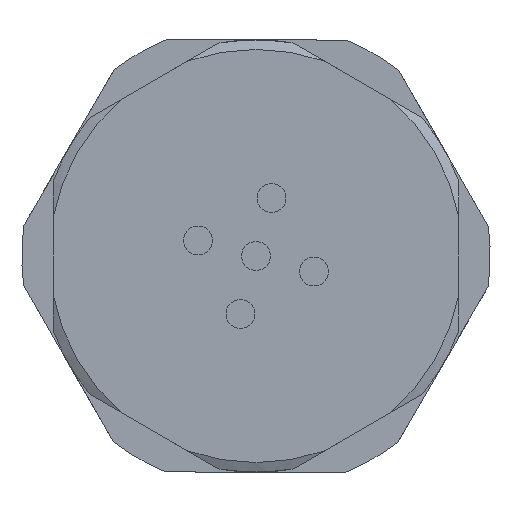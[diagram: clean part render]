
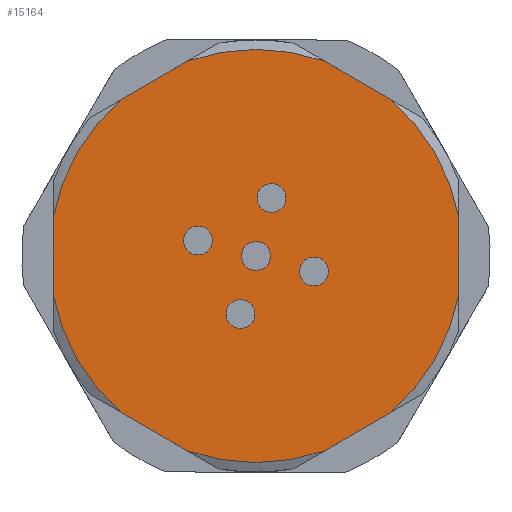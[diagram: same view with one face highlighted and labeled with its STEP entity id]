
A CAD part, front view. The second image highlights one B-rep face of the part: STEP entity #15164.
In plain terms, the highlighted planar face has unit normal (0, -1, 0).
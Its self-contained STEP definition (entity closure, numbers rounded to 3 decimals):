
#5002=DIRECTION('',(-0.866,0.,-0.5));
#5003=VECTOR('',#5002,3.198);
#5004=CARTESIAN_POINT('',(-2.84,-7.85,8.118));
#5005=LINE('',#5004,#5003);
#5036=CARTESIAN_POINT('',(0.,-7.85,0.));
#5037=DIRECTION('',(0.,-1.,0.));
#5038=DIRECTION('',(-0.983,0.,-0.186));
#5039=AXIS2_PLACEMENT_3D('',#5036,#5037,#5038);
#5041=CARTESIAN_POINT('',(0.,-7.85,0.));
#5042=DIRECTION('',(0.,-1.,0.));
#5043=DIRECTION('',(0.983,0.,0.186));
#5044=AXIS2_PLACEMENT_3D('',#5041,#5042,#5043);
#5051=CARTESIAN_POINT('',(0.,-7.85,0.));
#5052=DIRECTION('',(0.,1.,0.));
#5053=DIRECTION('',(0.983,0.,-0.186));
#5054=AXIS2_PLACEMENT_3D('',#5051,#5052,#5053);
#5056=DIRECTION('',(-0.866,0.,-0.5));
#5057=VECTOR('',#5056,3.198);
#5058=CARTESIAN_POINT('',(5.61,-7.85,-6.518));
#5059=LINE('',#5058,#5057);
#5060=CARTESIAN_POINT('',(0.,-7.85,0.));
#5061=DIRECTION('',(0.,1.,0.));
#5062=DIRECTION('',(0.33,0.,-0.944));
#5063=AXIS2_PLACEMENT_3D('',#5060,#5061,#5062);
#5065=DIRECTION('',(-0.866,0.,0.5));
#5066=VECTOR('',#5065,3.198);
#5067=CARTESIAN_POINT('',(-2.84,-7.85,-8.118));
#5068=LINE('',#5067,#5066);
#5069=CARTESIAN_POINT('',(0.,-7.85,0.));
#5070=DIRECTION('',(0.,1.,0.));
#5071=DIRECTION('',(-0.983,0.,0.186));
#5072=AXIS2_PLACEMENT_3D('',#5069,#5070,#5071);
#5074=CARTESIAN_POINT('',(0.,-7.85,0.));
#5075=DIRECTION('',(0.,1.,0.));
#5076=DIRECTION('',(-0.33,0.,0.944));
#5077=AXIS2_PLACEMENT_3D('',#5074,#5075,#5076);
#5079=CARTESIAN_POINT('',(2.415,-7.85,-0.647));
#5080=DIRECTION('',(0.,1.,0.));
#5081=DIRECTION('',(-0.5,0.,-0.866));
#5082=AXIS2_PLACEMENT_3D('',#5079,#5080,#5081);
#5088=CARTESIAN_POINT('',(2.415,-7.85,-0.647));
#5089=DIRECTION('',(0.,1.,0.));
#5090=DIRECTION('',(0.5,0.,0.866));
#5091=AXIS2_PLACEMENT_3D('',#5088,#5089,#5090);
#5147=CARTESIAN_POINT('',(-2.415,-7.85,0.647));
#5148=DIRECTION('',(0.,1.,0.));
#5149=DIRECTION('',(-0.5,0.,-0.866));
#5150=AXIS2_PLACEMENT_3D('',#5147,#5148,#5149);
#5156=CARTESIAN_POINT('',(-2.415,-7.85,0.647));
#5157=DIRECTION('',(0.,1.,0.));
#5158=DIRECTION('',(0.5,0.,0.866));
#5159=AXIS2_PLACEMENT_3D('',#5156,#5157,#5158);
#5165=CARTESIAN_POINT('',(-0.647,-7.85,-2.415));
#5166=DIRECTION('',(0.,1.,0.));
#5167=DIRECTION('',(-0.5,0.,-0.866));
#5168=AXIS2_PLACEMENT_3D('',#5165,#5166,#5167);
#5174=CARTESIAN_POINT('',(-0.647,-7.85,-2.415));
#5175=DIRECTION('',(0.,1.,0.));
#5176=DIRECTION('',(0.5,0.,0.866));
#5177=AXIS2_PLACEMENT_3D('',#5174,#5175,#5176);
#5183=CARTESIAN_POINT('',(0.,-7.85,0.));
#5184=DIRECTION('',(0.,1.,0.));
#5185=DIRECTION('',(-0.5,0.,-0.866));
#5186=AXIS2_PLACEMENT_3D('',#5183,#5184,#5185);
#5192=CARTESIAN_POINT('',(0.,-7.85,0.));
#5193=DIRECTION('',(0.,1.,0.));
#5194=DIRECTION('',(0.5,0.,0.866));
#5195=AXIS2_PLACEMENT_3D('',#5192,#5193,#5194);
#5201=CARTESIAN_POINT('',(0.647,-7.85,2.415));
#5202=DIRECTION('',(0.,1.,0.));
#5203=DIRECTION('',(-0.5,0.,-0.866));
#5204=AXIS2_PLACEMENT_3D('',#5201,#5202,#5203);
#5210=CARTESIAN_POINT('',(0.647,-7.85,2.415));
#5211=DIRECTION('',(0.,1.,0.));
#5212=DIRECTION('',(0.5,0.,0.866));
#5213=AXIS2_PLACEMENT_3D('',#5210,#5211,#5212);
#5226=DIRECTION('',(0.,0.,1.));
#5227=VECTOR('',#5226,3.198);
#5228=CARTESIAN_POINT('',(8.45,-7.85,-1.599));
#5229=LINE('',#5228,#5227);
#5235=CARTESIAN_POINT('',(8.45,-7.85,1.599));
#5285=CARTESIAN_POINT('',(5.61,-7.85,6.518));
#5292=DIRECTION('',(-0.866,0.,0.5));
#5293=VECTOR('',#5292,3.198);
#5294=CARTESIAN_POINT('',(5.61,-7.85,6.518));
#5295=LINE('',#5294,#5293);
#5349=CARTESIAN_POINT('',(-5.61,-7.85,-6.518));
#5383=DIRECTION('',(0.,0.,-1.));
#5384=VECTOR('',#5383,3.198);
#5385=CARTESIAN_POINT('',(-8.45,-7.85,1.599));
#5386=LINE('',#5385,#5384);
#5392=CARTESIAN_POINT('',(-8.45,-7.85,-1.599));
#7142=CARTESIAN_POINT('',(8.45,-7.85,-1.599));
#7143=CARTESIAN_POINT('',(5.61,-7.85,-6.518));
#7144=VERTEX_POINT('',#7142);
#7145=VERTEX_POINT('',#7143);
#7146=CARTESIAN_POINT('',(2.84,-7.85,-8.118));
#7147=CARTESIAN_POINT('',(-2.84,-7.85,-8.118));
#7148=VERTEX_POINT('',#7146);
#7149=VERTEX_POINT('',#7147);
#7150=CARTESIAN_POINT('',(-8.45,-7.85,1.599));
#7151=CARTESIAN_POINT('',(-5.61,-7.85,6.518));
#7152=VERTEX_POINT('',#7150);
#7153=VERTEX_POINT('',#7151);
#7154=CARTESIAN_POINT('',(-2.84,-7.85,8.118));
#7155=CARTESIAN_POINT('',(2.84,-7.85,8.118));
#7156=VERTEX_POINT('',#7154);
#7157=VERTEX_POINT('',#7155);
#7163=VERTEX_POINT('',#5392);
#7164=VERTEX_POINT('',#5285);
#7167=VERTEX_POINT('',#5235);
#7168=VERTEX_POINT('',#5349);
#7300=CARTESIAN_POINT('',(-2.715,-7.85,0.127));
#7301=CARTESIAN_POINT('',(-2.115,-7.85,1.167));
#7302=VERTEX_POINT('',#7300);
#7303=VERTEX_POINT('',#7301);
#7304=CARTESIAN_POINT('',(-0.947,-7.85,-2.934));
#7305=CARTESIAN_POINT('',(-0.347,-7.85,-1.895));
#7306=VERTEX_POINT('',#7304);
#7307=VERTEX_POINT('',#7305);
#7308=CARTESIAN_POINT('',(-0.3,-7.85,-0.52));
#7309=CARTESIAN_POINT('',(0.3,-7.85,0.52));
#7310=VERTEX_POINT('',#7308);
#7311=VERTEX_POINT('',#7309);
#7312=CARTESIAN_POINT('',(0.347,-7.85,1.895));
#7313=CARTESIAN_POINT('',(0.947,-7.85,2.934));
#7314=VERTEX_POINT('',#7312);
#7315=VERTEX_POINT('',#7313);
#7316=CARTESIAN_POINT('',(2.115,-7.85,-1.167));
#7317=CARTESIAN_POINT('',(2.715,-7.85,-0.127));
#7318=VERTEX_POINT('',#7316);
#7319=VERTEX_POINT('',#7317);
#15110=CARTESIAN_POINT('',(-7.75,-7.85,0.));
#15111=DIRECTION('',(0.,-1.,0.));
#15112=DIRECTION('',(-1.,0.,0.));
#15113=AXIS2_PLACEMENT_3D('',#15110,#15111,#15112);
#15114=PLANE('',#15113);
#15115=ORIENTED_EDGE('',*,*,#15099,.F.);
#15117=ORIENTED_EDGE('',*,*,#15116,.F.);
#15118=ORIENTED_EDGE('',*,*,#15087,.T.);
#15120=ORIENTED_EDGE('',*,*,#15119,.T.);
#15121=ORIENTED_EDGE('',*,*,#15071,.T.);
#15123=ORIENTED_EDGE('',*,*,#15122,.T.);
#15124=ORIENTED_EDGE('',*,*,#15055,.F.);
#15126=ORIENTED_EDGE('',*,*,#15125,.F.);
#15127=ORIENTED_EDGE('',*,*,#15022,.T.);
#15128=ORIENTED_EDGE('',*,*,#14996,.F.);
#15129=ORIENTED_EDGE('',*,*,#15040,.T.);
#15131=ORIENTED_EDGE('',*,*,#15130,.F.);
#15132=EDGE_LOOP('',(#15115,#15117,#15118,#15120,#15121,#15123,#15124,#15126,
#15127,#15128,#15129,#15131));
#15133=FACE_OUTER_BOUND('',#15132,.F.);
#15135=ORIENTED_EDGE('',*,*,#15134,.F.);
#15137=ORIENTED_EDGE('',*,*,#15136,.F.);
#15138=EDGE_LOOP('',(#15135,#15137));
#15139=FACE_BOUND('',#15138,.F.);
#15141=ORIENTED_EDGE('',*,*,#15140,.F.);
#15143=ORIENTED_EDGE('',*,*,#15142,.F.);
#15144=EDGE_LOOP('',(#15141,#15143));
#15145=FACE_BOUND('',#15144,.F.);
#15147=ORIENTED_EDGE('',*,*,#15146,.F.);
#15149=ORIENTED_EDGE('',*,*,#15148,.F.);
#15150=EDGE_LOOP('',(#15147,#15149));
#15151=FACE_BOUND('',#15150,.F.);
#15153=ORIENTED_EDGE('',*,*,#15152,.F.);
#15155=ORIENTED_EDGE('',*,*,#15154,.F.);
#15156=EDGE_LOOP('',(#15153,#15155));
#15157=FACE_BOUND('',#15156,.F.);
#15159=ORIENTED_EDGE('',*,*,#15158,.F.);
#15161=ORIENTED_EDGE('',*,*,#15160,.F.);
#15162=EDGE_LOOP('',(#15159,#15161));
#15163=FACE_BOUND('',#15162,.F.);
#15164=ADVANCED_FACE('',(#15133,#15139,#15145,#15151,#15157,#15163),#15114,.T.);
#5040=CIRCLE('',#5039,8.6);
#5045=CIRCLE('',#5044,8.6);
#5055=CIRCLE('',#5054,8.6);
#5064=CIRCLE('',#5063,8.6);
#5073=CIRCLE('',#5072,8.6);
#5078=CIRCLE('',#5077,8.6);
#5083=CIRCLE('',#5082,0.6);
#5092=CIRCLE('',#5091,0.6);
#5151=CIRCLE('',#5150,0.6);
#5160=CIRCLE('',#5159,0.6);
#5169=CIRCLE('',#5168,0.6);
#5178=CIRCLE('',#5177,0.6);
#5187=CIRCLE('',#5186,0.6);
#5196=CIRCLE('',#5195,0.6);
#5205=CIRCLE('',#5204,0.6);
#5214=CIRCLE('',#5213,0.6);
#14996=EDGE_CURVE('',#7156,#7153,#5005,.T.);
#15022=EDGE_CURVE('',#7152,#7153,#5073,.T.);
#15040=EDGE_CURVE('',#7156,#7157,#5078,.T.);
#15055=EDGE_CURVE('',#7163,#7168,#5040,.T.);
#15071=EDGE_CURVE('',#7148,#7149,#5064,.T.);
#15087=EDGE_CURVE('',#7144,#7145,#5055,.T.);
#15099=EDGE_CURVE('',#7167,#7164,#5045,.T.);
#15116=EDGE_CURVE('',#7144,#7167,#5229,.T.);
#15119=EDGE_CURVE('',#7145,#7148,#5059,.T.);
#15122=EDGE_CURVE('',#7149,#7168,#5068,.T.);
#15125=EDGE_CURVE('',#7152,#7163,#5386,.T.);
#15130=EDGE_CURVE('',#7164,#7157,#5295,.T.);
#15134=EDGE_CURVE('',#7314,#7315,#5205,.T.);
#15136=EDGE_CURVE('',#7315,#7314,#5214,.T.);
#15140=EDGE_CURVE('',#7310,#7311,#5187,.T.);
#15142=EDGE_CURVE('',#7311,#7310,#5196,.T.);
#15146=EDGE_CURVE('',#7306,#7307,#5169,.T.);
#15148=EDGE_CURVE('',#7307,#7306,#5178,.T.);
#15152=EDGE_CURVE('',#7302,#7303,#5151,.T.);
#15154=EDGE_CURVE('',#7303,#7302,#5160,.T.);
#15158=EDGE_CURVE('',#7318,#7319,#5083,.T.);
#15160=EDGE_CURVE('',#7319,#7318,#5092,.T.);
